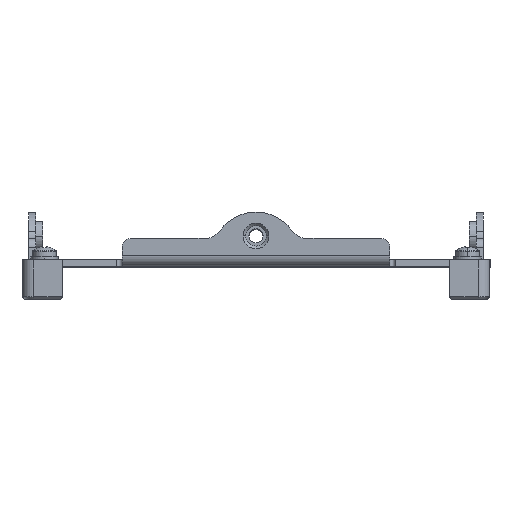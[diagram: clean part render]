
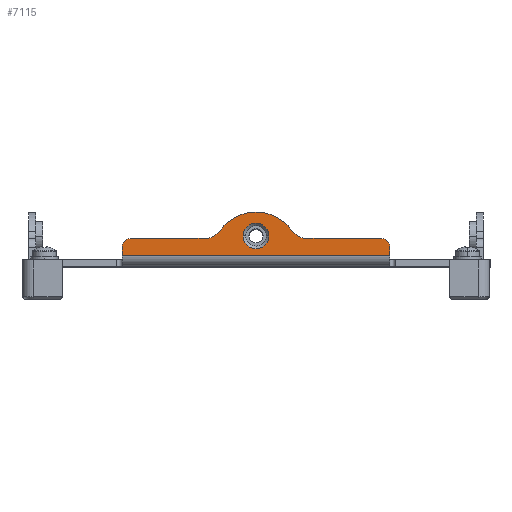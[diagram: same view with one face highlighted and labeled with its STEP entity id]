
A CAD part, top view. The second image highlights one B-rep face of the part: STEP entity #7115.
In plain terms, the highlighted planar face has unit normal (0, 0, 1).
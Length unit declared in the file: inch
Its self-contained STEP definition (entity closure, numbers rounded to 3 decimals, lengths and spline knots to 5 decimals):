
#26 = EDGE_CURVE ( 'NONE', #10471, #1945, #10412, .T. ) ;
#110 = VERTEX_POINT ( 'NONE', #2791 ) ;
#178 = EDGE_CURVE ( 'NONE', #15249, #3451, #5513, .T. ) ;
#432 = EDGE_CURVE ( 'NONE', #19295, #9141, #4754, .T. ) ;
#514 = FACE_OUTER_BOUND ( 'NONE', #18849, .T. ) ;
#623 = EDGE_CURVE ( 'NONE', #11630, #15249, #5230, .T. ) ;
#1060 = DIRECTION ( 'NONE',  ( -1., 0., 0. ) ) ;
#1081 = DIRECTION ( 'NONE',  ( 0., 0., -1. ) ) ;
#1132 = CARTESIAN_POINT ( 'NONE',  ( 0., 0.08091, 1.9135 ) ) ;
#1674 = CIRCLE ( 'NONE', #4441, 0.08 ) ;
#1945 = VERTEX_POINT ( 'NONE', #11475 ) ;
#2034 = VECTOR ( 'NONE', #16167, 39.37008 ) ;
#2150 = EDGE_CURVE ( 'NONE', #9141, #19295, #18219, .T. ) ;
#2497 = EDGE_CURVE ( 'NONE', #6374, #11630, #12162, .T. ) ;
#2557 = EDGE_CURVE ( 'NONE', #6207, #1945, #17454, .T. ) ;
#2791 = CARTESIAN_POINT ( 'NONE',  ( -1.126, 0.15622, 1.9135 ) ) ;
#3078 = LINE ( 'NONE', #5421, #2034 ) ;
#3451 = VERTEX_POINT ( 'NONE', #16223 ) ;
#3547 = ORIENTED_EDGE ( 'NONE', *, *, #26, .F. ) ;
#3768 = ORIENTED_EDGE ( 'NONE', *, *, #13191, .T. ) ;
#3825 = VECTOR ( 'NONE', #10427, 39.37008 ) ;
#3898 = CARTESIAN_POINT ( 'NONE',  ( 0.42028, 0.37307, 1.9135 ) ) ;
#4367 = CARTESIAN_POINT ( 'NONE',  ( 1.126, 0.45276, 1.9135 ) ) ;
#4441 = AXIS2_PLACEMENT_3D ( 'NONE', #8745, #8716, #8701 ) ;
#4494 = DIRECTION ( 'NONE',  ( 0., -1., 0. ) ) ;
#4534 = AXIS2_PLACEMENT_3D ( 'NONE', #3898, #14782, #5561 ) ;
#4754 = CIRCLE ( 'NONE', #7825, 0.108 ) ;
#4801 = DIRECTION ( 'NONE',  ( 0., -1., 0. ) ) ;
#4897 = DIRECTION ( 'NONE',  ( 0., 0., -1. ) ) ;
#5079 = CARTESIAN_POINT ( 'NONE',  ( -1.1711, 0.45276, 1.9135 ) ) ;
#5230 = CIRCLE ( 'NONE', #10058, 0.13685 ) ;
#5327 = VERTEX_POINT ( 'NONE', #17280 ) ;
#5421 = CARTESIAN_POINT ( 'NONE',  ( -1.126, 0.45276, 1.9135 ) ) ;
#5512 = PLANE ( 'NONE',  #19335 ) ;
#5513 = CIRCLE ( 'NONE', #12582, 0.375 ) ;
#5562 = DIRECTION ( 'NONE',  ( 1., 0., 0. ) ) ;
#5561 = DIRECTION ( 'NONE',  ( -1., 0., 0. ) ) ;
#5607 = EDGE_CURVE ( 'NONE', #6374, #110, #1674, .T. ) ;
#5615 = ORIENTED_EDGE ( 'NONE', *, *, #2557, .T. ) ;
#5846 = AXIS2_PLACEMENT_3D ( 'NONE', #7976, #18762, #9566 ) ;
#6092 = ORIENTED_EDGE ( 'NONE', *, *, #5607, .T. ) ;
#6207 = VERTEX_POINT ( 'NONE', #17081 ) ;
#6316 = CIRCLE ( 'NONE', #4534, 0.13685 ) ;
#6374 = VERTEX_POINT ( 'NONE', #15924 ) ;
#6726 = VECTOR ( 'NONE', #4494, 39.37008 ) ;
#7115 = ADVANCED_FACE ( 'NONE', ( #9176, #514 ), #5512, .F. ) ;
#7825 = AXIS2_PLACEMENT_3D ( 'NONE', #17951, #19690, #16791 ) ;
#7857 = DIRECTION ( 'NONE',  ( 1., 0., 0. ) ) ;
#7976 = CARTESIAN_POINT ( 'NONE',  ( 1.046, 0.15622, 1.9135 ) ) ;
#8701 = DIRECTION ( 'NONE',  ( 0., -1., 0. ) ) ;
#8716 = DIRECTION ( 'NONE',  ( 0., 0., 1. ) ) ;
#8717 = DIRECTION ( 'NONE',  ( 1., 0., 0. ) ) ;
#8745 = CARTESIAN_POINT ( 'NONE',  ( -1.046, 0.15622, 1.9135 ) ) ;
#8755 = ORIENTED_EDGE ( 'NONE', *, *, #178, .F. ) ;
#8854 = CARTESIAN_POINT ( 'NONE',  ( -1.126, 0.09, 1.9135 ) ) ;
#9141 = VERTEX_POINT ( 'NONE', #11405 ) ;
#9176 = FACE_BOUND ( 'NONE', #20082, .T. ) ;
#9290 = ORIENTED_EDGE ( 'NONE', *, *, #14243, .T. ) ;
#9566 = DIRECTION ( 'NONE',  ( 0., -1., 0. ) ) ;
#10058 = AXIS2_PLACEMENT_3D ( 'NONE', #15796, #18330, #5562 ) ;
#10412 = LINE ( 'NONE', #4367, #6726 ) ;
#10427 = DIRECTION ( 'NONE',  ( 1., 0., 0. ) ) ;
#10471 = VERTEX_POINT ( 'NONE', #14965 ) ;
#10494 = CARTESIAN_POINT ( 'NONE',  ( -1.126, 0.23622, 1.9135 ) ) ;
#10666 = VECTOR ( 'NONE', #7857, 39.37008 ) ;
#11098 = ORIENTED_EDGE ( 'NONE', *, *, #18007, .F. ) ;
#11180 = ORIENTED_EDGE ( 'NONE', *, *, #623, .F. ) ;
#11405 = CARTESIAN_POINT ( 'NONE',  ( -0.108, 0.25591, 1.9135 ) ) ;
#11475 = CARTESIAN_POINT ( 'NONE',  ( 1.126, 0.09, 1.9135 ) ) ;
#11630 = VERTEX_POINT ( 'NONE', #12797 ) ;
#12162 = LINE ( 'NONE', #10494, #3825 ) ;
#12285 = ORIENTED_EDGE ( 'NONE', *, *, #15633, .F. ) ;
#12582 = AXIS2_PLACEMENT_3D ( 'NONE', #1132, #1081, #1060 ) ;
#12797 = CARTESIAN_POINT ( 'NONE',  ( -0.42028, 0.23622, 1.9135 ) ) ;
#13191 = EDGE_CURVE ( 'NONE', #110, #6207, #3078, .T. ) ;
#13328 = VECTOR ( 'NONE', #8717, 39.37008 ) ;
#13352 = VERTEX_POINT ( 'NONE', #16574 ) ;
#14016 = CARTESIAN_POINT ( 'NONE',  ( -0.30791, 0.29496, 1.9135 ) ) ;
#14243 = EDGE_CURVE ( 'NONE', #10471, #5327, #17925, .T. ) ;
#14782 = DIRECTION ( 'NONE',  ( 0., 0., 1. ) ) ;
#14965 = CARTESIAN_POINT ( 'NONE',  ( 1.126, 0.15622, 1.9135 ) ) ;
#15249 = VERTEX_POINT ( 'NONE', #14016 ) ;
#15320 = CARTESIAN_POINT ( 'NONE',  ( 0.108, 0.25591, 1.9135 ) ) ;
#15609 = ORIENTED_EDGE ( 'NONE', *, *, #2150, .T. ) ;
#15633 = EDGE_CURVE ( 'NONE', #13352, #5327, #18344, .T. ) ;
#15796 = CARTESIAN_POINT ( 'NONE',  ( -0.42028, 0.37307, 1.9135 ) ) ;
#15924 = CARTESIAN_POINT ( 'NONE',  ( -1.046, 0.23622, 1.9135 ) ) ;
#16167 = DIRECTION ( 'NONE',  ( 0., -1., 0. ) ) ;
#16223 = CARTESIAN_POINT ( 'NONE',  ( 0.30791, 0.29496, 1.9135 ) ) ;
#16574 = CARTESIAN_POINT ( 'NONE',  ( 0.42028, 0.23622, 1.9135 ) ) ;
#16763 = AXIS2_PLACEMENT_3D ( 'NONE', #18979, #18964, #18917 ) ;
#16791 = DIRECTION ( 'NONE',  ( 0., -1., 0. ) ) ;
#17081 = CARTESIAN_POINT ( 'NONE',  ( -1.126, 0.09, 1.9135 ) ) ;
#17280 = CARTESIAN_POINT ( 'NONE',  ( 1.046, 0.23622, 1.9135 ) ) ;
#17454 = LINE ( 'NONE', #8854, #13328 ) ;
#17563 = ORIENTED_EDGE ( 'NONE', *, *, #2497, .F. ) ;
#17925 = CIRCLE ( 'NONE', #5846, 0.08 ) ;
#17951 = CARTESIAN_POINT ( 'NONE',  ( 0., 0.25591, 1.9135 ) ) ;
#18007 = EDGE_CURVE ( 'NONE', #3451, #13352, #6316, .T. ) ;
#18219 = CIRCLE ( 'NONE', #16763, 0.108 ) ;
#18330 = DIRECTION ( 'NONE',  ( 0., 0., 1. ) ) ;
#18344 = LINE ( 'NONE', #18646, #10666 ) ;
#18646 = CARTESIAN_POINT ( 'NONE',  ( 1.126, 0.23622, 1.9135 ) ) ;
#18762 = DIRECTION ( 'NONE',  ( 0., 0., 1. ) ) ;
#18849 = EDGE_LOOP ( 'NONE', ( #11180, #17563, #6092, #3768, #5615, #3547, #9290, #12285, #11098, #8755 ) ) ;
#18917 = DIRECTION ( 'NONE',  ( 0., -1., 0. ) ) ;
#18964 = DIRECTION ( 'NONE',  ( 0., 0., -1. ) ) ;
#18979 = CARTESIAN_POINT ( 'NONE',  ( 0., 0.25591, 1.9135 ) ) ;
#19295 = VERTEX_POINT ( 'NONE', #15320 ) ;
#19335 = AXIS2_PLACEMENT_3D ( 'NONE', #5079, #4897, #4801 ) ;
#19690 = DIRECTION ( 'NONE',  ( 0., 0., -1. ) ) ;
#20082 = EDGE_LOOP ( 'NONE', ( #15609, #20350 ) ) ;
#20350 = ORIENTED_EDGE ( 'NONE', *, *, #432, .T. ) ;
